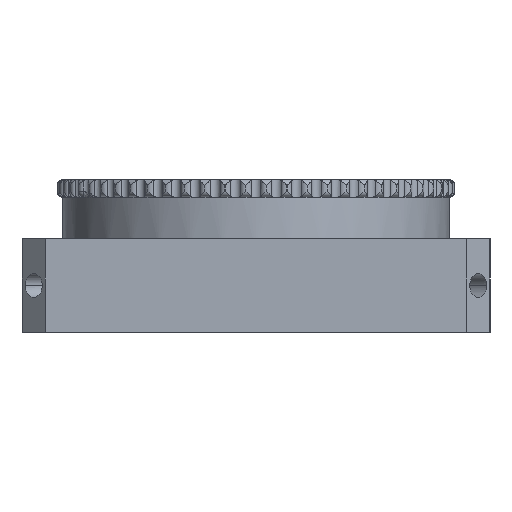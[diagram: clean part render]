
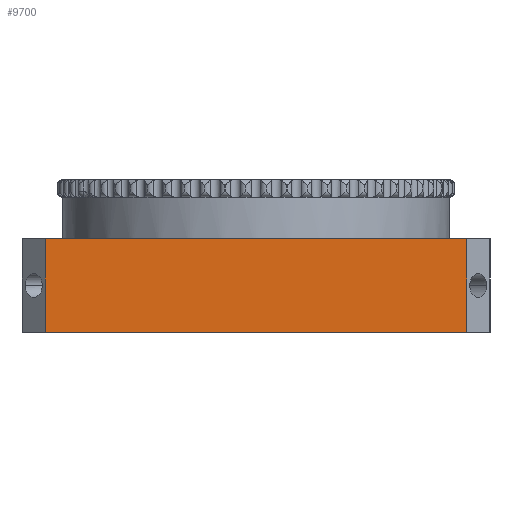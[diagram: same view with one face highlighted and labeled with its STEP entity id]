
A CAD part, left-side view. The second image highlights one B-rep face of the part: STEP entity #9700.
In plain terms, the highlighted planar face has unit normal (-1, 0, 0).
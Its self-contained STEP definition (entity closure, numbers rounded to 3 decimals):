
#388 = EDGE_CURVE ( 'NONE', #12163, #22320, #15529, .T. ) ;
#581 = CARTESIAN_POINT ( 'NONE',  ( -20., 18., 4. ) ) ;
#705 = CARTESIAN_POINT ( 'NONE',  ( -20., -20., 4. ) ) ;
#762 = VECTOR ( 'NONE', #8397, 1000. ) ;
#1527 = VECTOR ( 'NONE', #10292, 1000. ) ;
#2955 = LINE ( 'NONE', #705, #7651 ) ;
#3288 = VERTEX_POINT ( 'NONE', #22526 ) ;
#5557 = EDGE_LOOP ( 'NONE', ( #6570, #10250, #19836, #12464 ) ) ;
#6270 = CARTESIAN_POINT ( 'NONE',  ( -20., -20., 4. ) ) ;
#6466 = EDGE_CURVE ( 'NONE', #8818, #22320, #2955, .T. ) ;
#6570 = ORIENTED_EDGE ( 'NONE', *, *, #6466, .F. ) ;
#7651 = VECTOR ( 'NONE', #11181, 1000. ) ;
#8027 = DIRECTION ( 'NONE',  ( 0., 1., 0. ) ) ;
#8116 = AXIS2_PLACEMENT_3D ( 'NONE', #6270, #18528, #8027 ) ;
#8397 = DIRECTION ( 'NONE',  ( 0., -1., 0. ) ) ;
#8577 = CARTESIAN_POINT ( 'NONE',  ( -20., 18., 4. ) ) ;
#8818 = VERTEX_POINT ( 'NONE', #581 ) ;
#9700 = ADVANCED_FACE ( 'NONE', ( #12094 ), #21957, .F. ) ;
#10075 = VECTOR ( 'NONE', #19101, 1000. ) ;
#10081 = LINE ( 'NONE', #18898, #762 ) ;
#10250 = ORIENTED_EDGE ( 'NONE', *, *, #19268, .T. ) ;
#10292 = DIRECTION ( 'NONE',  ( 0., 0., 1. ) ) ;
#11181 = DIRECTION ( 'NONE',  ( 0., -1., 0. ) ) ;
#11306 = EDGE_CURVE ( 'NONE', #3288, #12163, #10081, .T. ) ;
#12094 = FACE_OUTER_BOUND ( 'NONE', #5557, .T. ) ;
#12163 = VERTEX_POINT ( 'NONE', #20321 ) ;
#12464 = ORIENTED_EDGE ( 'NONE', *, *, #388, .T. ) ;
#14760 = LINE ( 'NONE', #8577, #10075 ) ;
#15515 = CARTESIAN_POINT ( 'NONE',  ( -20., -18., 4. ) ) ;
#15529 = LINE ( 'NONE', #15515, #1527 ) ;
#16682 = CARTESIAN_POINT ( 'NONE',  ( -20., -18., 4. ) ) ;
#18528 = DIRECTION ( 'NONE',  ( 1., 0., 0. ) ) ;
#18898 = CARTESIAN_POINT ( 'NONE',  ( -20., -20., -4. ) ) ;
#19101 = DIRECTION ( 'NONE',  ( 0., 0., -1. ) ) ;
#19268 = EDGE_CURVE ( 'NONE', #8818, #3288, #14760, .T. ) ;
#19836 = ORIENTED_EDGE ( 'NONE', *, *, #11306, .T. ) ;
#20321 = CARTESIAN_POINT ( 'NONE',  ( -20., -18., -4. ) ) ;
#21957 = PLANE ( 'NONE',  #8116 ) ;
#22320 = VERTEX_POINT ( 'NONE', #16682 ) ;
#22526 = CARTESIAN_POINT ( 'NONE',  ( -20., 18., -4. ) ) ;
